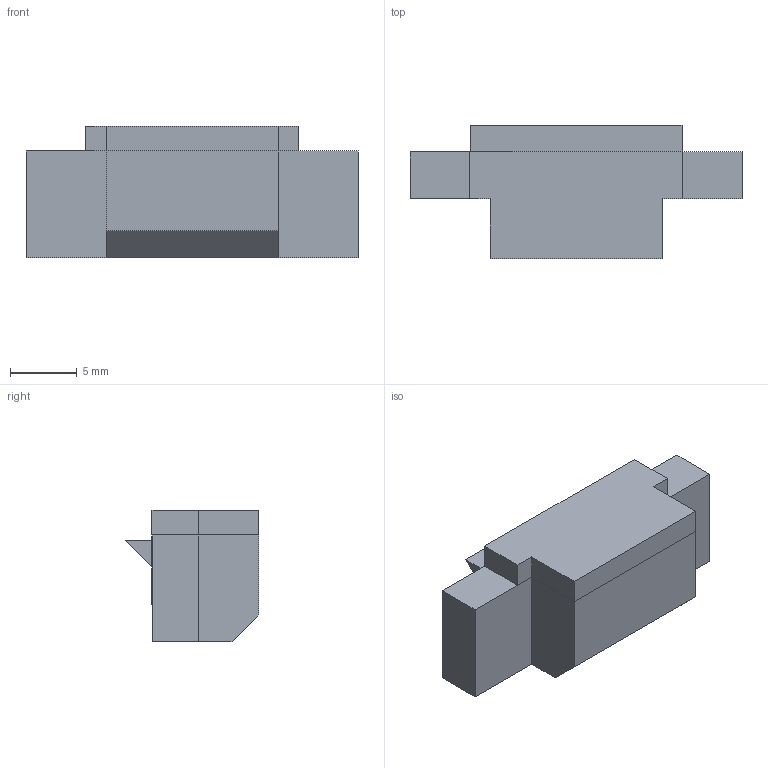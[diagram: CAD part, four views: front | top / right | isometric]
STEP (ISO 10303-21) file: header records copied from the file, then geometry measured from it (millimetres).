
FILE_DESCRIPTION(('FreeCAD Model'),'2;1');
FILE_NAME('Open CASCADE Shape Model','2022-05-19T15:02:53',('Author'),( ''),'Open CASCADE STEP processor 7.5','FreeCAD','Unknown');
FILE_SCHEMA(('AUTOMOTIVE_DESIGN { 1 0 10303 214 1 1 1 1 }'));
Length unit declared in the file: millimetre
Products named in the file (1): Body
Bounding box: 24.9 x 10 x 9.85 mm (x, y, z)
Volume: 1373.6 mm3; surface area: 940.5 mm2
Topology: 1 solids, 1 shells, 29 faces, 70 edges, 44 vertices
Faces by surface type: plane 29
Entity records: 842 total; most frequent: CARTESIAN_POINT 144, ORIENTED_EDGE 140, DIRECTION 130, EDGE_CURVE 70, LINE 70, VECTOR 70, VERTEX_POINT 44, AXIS2_PLACEMENT_3D 30
